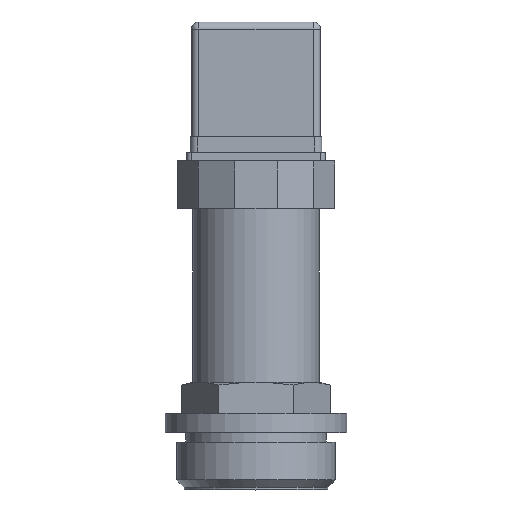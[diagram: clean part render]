
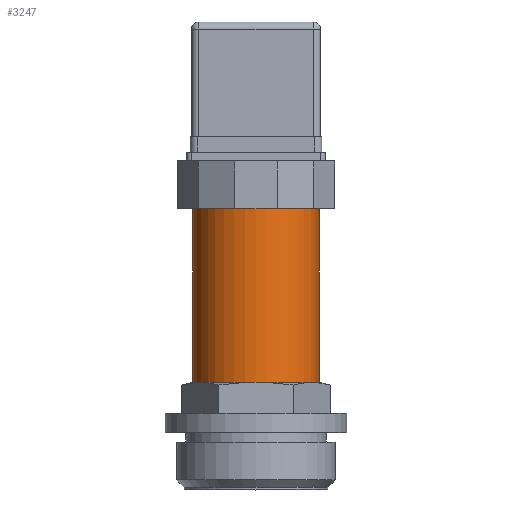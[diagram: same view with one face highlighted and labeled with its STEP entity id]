
A CAD part, top view. The second image highlights one B-rep face of the part: STEP entity #3247.
In plain terms, the highlighted cylindrical face has radius 13.25 mm (diameter 26.5 mm), a full revolution.
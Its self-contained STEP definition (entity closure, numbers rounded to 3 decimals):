
#50=CYLINDRICAL_SURFACE('',#3532,13.25);
#366=LINE('',#5399,#673);
#673=VECTOR('',#4368,13.25);
#970=FACE_OUTER_BOUND('',#1173,.T.);
#1173=EDGE_LOOP('',(#2889,#2890,#2891,#2892));
#1300=CIRCLE('',#3519,13.25);
#1301=CIRCLE('',#3533,13.25);
#1625=VERTEX_POINT('',#5371);
#1626=VERTEX_POINT('',#5398);
#2052=EDGE_CURVE('',#1625,#1625,#1300,.T.);
#2065=EDGE_CURVE('',#1625,#1626,#366,.T.);
#2066=EDGE_CURVE('',#1626,#1626,#1301,.T.);
#2889=ORIENTED_EDGE('',*,*,#2052,.F.);
#2890=ORIENTED_EDGE('',*,*,#2065,.T.);
#2891=ORIENTED_EDGE('',*,*,#2066,.F.);
#2892=ORIENTED_EDGE('',*,*,#2065,.F.);
#3247=ADVANCED_FACE('',(#970),#50,.T.);
#3519=AXIS2_PLACEMENT_3D('',#5372,#4328,#4329);
#3532=AXIS2_PLACEMENT_3D('',#5397,#4366,#4367);
#3533=AXIS2_PLACEMENT_3D('',#5400,#4369,#4370);
#4328=DIRECTION('center_axis',(0.,1.,0.));
#4329=DIRECTION('ref_axis',(-1.,0.,0.));
#4366=DIRECTION('center_axis',(0.,1.,0.));
#4367=DIRECTION('ref_axis',(-1.,0.,0.));
#4368=DIRECTION('',(0.,-1.,0.));
#4369=DIRECTION('center_axis',(0.,-1.,0.));
#4370=DIRECTION('ref_axis',(-1.,0.,0.));
#5371=CARTESIAN_POINT('',(13.25,58.4,0.));
#5372=CARTESIAN_POINT('Origin',(0.,58.4,0.));
#5397=CARTESIAN_POINT('Origin',(0.,22.,0.));
#5398=CARTESIAN_POINT('',(13.25,22.,0.));
#5399=CARTESIAN_POINT('',(13.25,22.,0.));
#5400=CARTESIAN_POINT('Origin',(0.,22.,0.));
